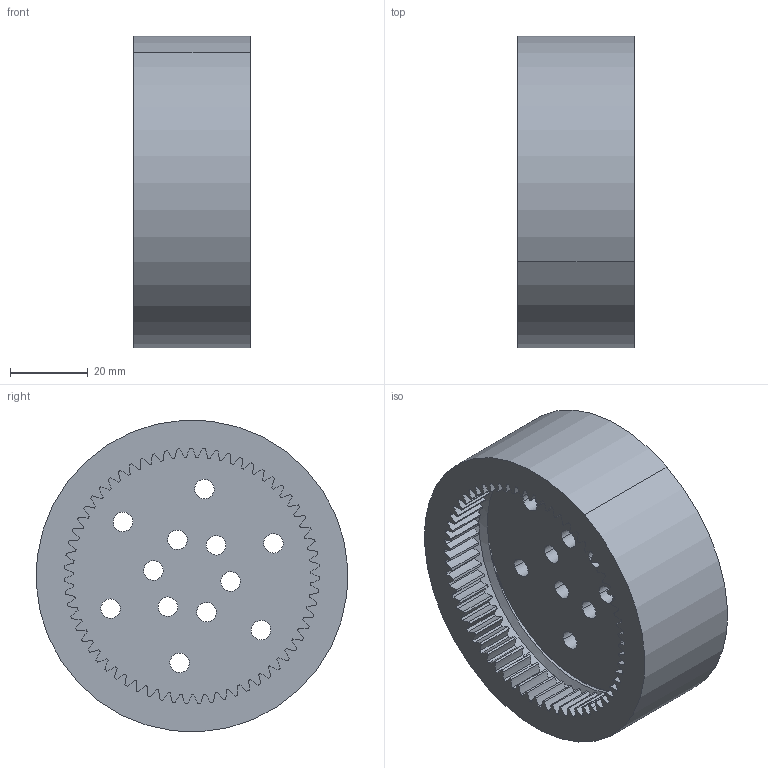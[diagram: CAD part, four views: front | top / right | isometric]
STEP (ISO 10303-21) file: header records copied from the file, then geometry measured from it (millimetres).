
FILE_DESCRIPTION (( 'STEP AP214' ), '1' );
FILE_NAME ('j6.STEP', '2023-08-01T19:22:24', ( 'hp' ), ( 'HP' ), 'SwSTEP 2.0', 'SolidWorks 2021', '' );
FILE_SCHEMA (( 'AUTOMOTIVE_DESIGN' ));
Length unit declared in the file: centimetre
Products named in the file (3): Part14; internal gear 63 teeth module 1 ; j6
Assembly tree (2 placements, depth 2):
  j6
    internal gear 63 teeth module 1 
    Part14
Bounding box: 30 x 79.87 x 79.87 mm (x, y, z)
Volume: 93492.3 mm3; surface area: 35760 mm2
Topology: 2 solids, 2 shells, 314 faces, 922 edges, 613 vertices
Faces by surface type: cylinder 300, plane 8, bspline 6
Entity records: 12853 total; most frequent: CARTESIAN_POINT 3919, DIRECTION 2074, ORIENTED_EDGE 1844, EDGE_CURVE 922, AXIS2_PLACEMENT_3D 883, VERTEX_POINT 613, CIRCLE 570, EDGE_LOOP 341
